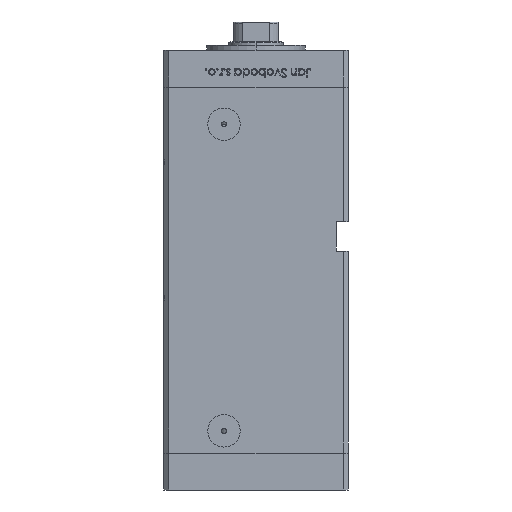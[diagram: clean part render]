
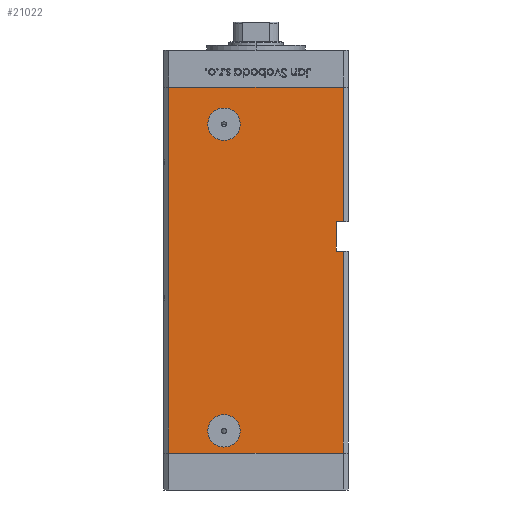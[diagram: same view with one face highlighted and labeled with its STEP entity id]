
A CAD part, left-side view. The second image highlights one B-rep face of the part: STEP entity #21022.
In plain terms, the highlighted planar face has unit normal (-1, 0, 0).
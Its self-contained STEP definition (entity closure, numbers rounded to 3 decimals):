
#562 = CARTESIAN_POINT ( 'NONE',  ( -42.5, -35.5, 148.5 ) ) ;
#634 = CARTESIAN_POINT ( 'NONE',  ( -42.5, 13., 133.5 ) ) ;
#727 = VECTOR ( 'NONE', #7967, 1000. ) ;
#948 = CARTESIAN_POINT ( 'NONE',  ( -42.5, -32.5, 94. ) ) ;
#1238 = DIRECTION ( 'NONE',  ( -1., 0., 0. ) ) ;
#1608 = VECTOR ( 'NONE', #31775, 1000. ) ;
#2337 = ORIENTED_EDGE ( 'NONE', *, *, #26198, .F. ) ;
#2566 = CARTESIAN_POINT ( 'NONE',  ( -42.5, -35.5, 82. ) ) ;
#2615 = EDGE_CURVE ( 'NONE', #41939, #39865, #2947, .T. ) ;
#2947 = LINE ( 'NONE', #15822, #3576 ) ;
#3041 = VERTEX_POINT ( 'NONE', #4732 ) ;
#3076 = ORIENTED_EDGE ( 'NONE', *, *, #38686, .F. ) ;
#3088 = EDGE_LOOP ( 'NONE', ( #8561, #39040 ) ) ;
#3279 = VECTOR ( 'NONE', #20731, 1000. ) ;
#3292 = CARTESIAN_POINT ( 'NONE',  ( -42.5, 35.5, 148.5 ) ) ;
#3576 = VECTOR ( 'NONE', #40269, 1000. ) ;
#3909 = CARTESIAN_POINT ( 'NONE',  ( -42.5, 13., 133.5 ) ) ;
#4089 = VERTEX_POINT ( 'NONE', #25610 ) ;
#4345 = EDGE_LOOP ( 'NONE', ( #23179, #2337 ) ) ;
#4378 = AXIS2_PLACEMENT_3D ( 'NONE', #634, #50624, #50359 ) ;
#4732 = CARTESIAN_POINT ( 'NONE',  ( -42.5, 35.5, 148.5 ) ) ;
#6752 = CARTESIAN_POINT ( 'NONE',  ( -42.5, 35.5, 148.5 ) ) ;
#6883 = EDGE_LOOP ( 'NONE', ( #3076, #39686, #21994, #41244, #36060, #41259, #17203, #50934 ) ) ;
#6979 = VERTEX_POINT ( 'NONE', #36243 ) ;
#7085 = EDGE_CURVE ( 'NONE', #25146, #36215, #38007, .T. ) ;
#7967 = DIRECTION ( 'NONE',  ( 0., -1., 0. ) ) ;
#8561 = ORIENTED_EDGE ( 'NONE', *, *, #7085, .F. ) ;
#9553 = VECTOR ( 'NONE', #37386, 1000. ) ;
#10283 = CARTESIAN_POINT ( 'NONE',  ( -42.5, -32.5, 94. ) ) ;
#10509 = DIRECTION ( 'NONE',  ( 0., 1., 0. ) ) ;
#11402 = DIRECTION ( 'NONE',  ( 0., 0., -1. ) ) ;
#11446 = DIRECTION ( 'NONE',  ( 0., -1., 0. ) ) ;
#12125 = CIRCLE ( 'NONE', #4378, 6.58 ) ;
#12814 = DIRECTION ( 'NONE',  ( 0., -1., 0. ) ) ;
#15822 = CARTESIAN_POINT ( 'NONE',  ( -42.5, 35.5, 0. ) ) ;
#17203 = ORIENTED_EDGE ( 'NONE', *, *, #25696, .T. ) ;
#17743 = LINE ( 'NONE', #21774, #9553 ) ;
#20205 = LINE ( 'NONE', #49514, #3279 ) ;
#20731 = DIRECTION ( 'NONE',  ( 0., 0., -1. ) ) ;
#20747 = CARTESIAN_POINT ( 'NONE',  ( -42.5, -35.5, 148.5 ) ) ;
#21022 = ADVANCED_FACE ( 'NONE', ( #47336, #47613, #22864 ), #27433, .F. ) ;
#21363 = LINE ( 'NONE', #948, #727 ) ;
#21774 = CARTESIAN_POINT ( 'NONE',  ( -42.5, -32.5, 82. ) ) ;
#21994 = ORIENTED_EDGE ( 'NONE', *, *, #25938, .F. ) ;
#22858 = AXIS2_PLACEMENT_3D ( 'NONE', #6752, #39796, #10509 ) ;
#22864 = FACE_BOUND ( 'NONE', #3088, .T. ) ;
#23179 = ORIENTED_EDGE ( 'NONE', *, *, #50284, .F. ) ;
#23516 = VECTOR ( 'NONE', #50549, 1000. ) ;
#23868 = EDGE_CURVE ( 'NONE', #48786, #6979, #21363, .T. ) ;
#23903 = DIRECTION ( 'NONE',  ( -1., 0., 0. ) ) ;
#25084 = VECTOR ( 'NONE', #11402, 1000. ) ;
#25146 = VERTEX_POINT ( 'NONE', #35544 ) ;
#25610 = CARTESIAN_POINT ( 'NONE',  ( -42.5, -32.5, 82. ) ) ;
#25696 = EDGE_CURVE ( 'NONE', #3041, #41939, #52869, .T. ) ;
#25938 = EDGE_CURVE ( 'NONE', #48786, #4089, #20205, .T. ) ;
#25952 = CARTESIAN_POINT ( 'NONE',  ( -42.5, 13., 9. ) ) ;
#26198 = EDGE_CURVE ( 'NONE', #42681, #48277, #51310, .T. ) ;
#26516 = VECTOR ( 'NONE', #44798, 1000. ) ;
#26611 = CARTESIAN_POINT ( 'NONE',  ( -42.5, 19.58, 133.5 ) ) ;
#26864 = AXIS2_PLACEMENT_3D ( 'NONE', #3909, #44753, #11446 ) ;
#27433 = PLANE ( 'NONE',  #22858 ) ;
#29041 = EDGE_CURVE ( 'NONE', #3041, #41366, #32044, .T. ) ;
#31775 = DIRECTION ( 'NONE',  ( 0., -1., 0. ) ) ;
#32044 = LINE ( 'NONE', #3292, #1608 ) ;
#32095 = CARTESIAN_POINT ( 'NONE',  ( -42.5, -35.5, 148.5 ) ) ;
#33861 = CIRCLE ( 'NONE', #40724, 6.58 ) ;
#34335 = CARTESIAN_POINT ( 'NONE',  ( -42.5, 6.42, 9. ) ) ;
#34763 = VERTEX_POINT ( 'NONE', #2566 ) ;
#35221 = DIRECTION ( 'NONE',  ( 0., -1., 0. ) ) ;
#35544 = CARTESIAN_POINT ( 'NONE',  ( -42.5, 6.42, 133.5 ) ) ;
#35672 = EDGE_CURVE ( 'NONE', #36215, #25146, #12125, .T. ) ;
#36060 = ORIENTED_EDGE ( 'NONE', *, *, #48957, .F. ) ;
#36070 = EDGE_CURVE ( 'NONE', #4089, #34763, #17743, .T. ) ;
#36215 = VERTEX_POINT ( 'NONE', #26611 ) ;
#36243 = CARTESIAN_POINT ( 'NONE',  ( -42.5, -35.5, 94. ) ) ;
#37386 = DIRECTION ( 'NONE',  ( 0., -1., 0. ) ) ;
#38007 = CIRCLE ( 'NONE', #26864, 6.58 ) ;
#38426 = AXIS2_PLACEMENT_3D ( 'NONE', #51903, #23903, #35221 ) ;
#38686 = EDGE_CURVE ( 'NONE', #34763, #39865, #43932, .T. ) ;
#39040 = ORIENTED_EDGE ( 'NONE', *, *, #35672, .F. ) ;
#39686 = ORIENTED_EDGE ( 'NONE', *, *, #36070, .F. ) ;
#39796 = DIRECTION ( 'NONE',  ( 1., 0., 0. ) ) ;
#39865 = VERTEX_POINT ( 'NONE', #48829 ) ;
#40269 = DIRECTION ( 'NONE',  ( 0., -1., 0. ) ) ;
#40724 = AXIS2_PLACEMENT_3D ( 'NONE', #25952, #1238, #12814 ) ;
#41244 = ORIENTED_EDGE ( 'NONE', *, *, #23868, .T. ) ;
#41259 = ORIENTED_EDGE ( 'NONE', *, *, #29041, .F. ) ;
#41366 = VERTEX_POINT ( 'NONE', #20747 ) ;
#41939 = VERTEX_POINT ( 'NONE', #42573 ) ;
#42573 = CARTESIAN_POINT ( 'NONE',  ( -42.5, 35.5, 0. ) ) ;
#42681 = VERTEX_POINT ( 'NONE', #44839 ) ;
#43932 = LINE ( 'NONE', #32095, #25084 ) ;
#44753 = DIRECTION ( 'NONE',  ( -1., 0., 0. ) ) ;
#44798 = DIRECTION ( 'NONE',  ( 0., 0., -1. ) ) ;
#44839 = CARTESIAN_POINT ( 'NONE',  ( -42.5, 19.58, 9. ) ) ;
#46246 = LINE ( 'NONE', #562, #23516 ) ;
#47336 = FACE_OUTER_BOUND ( 'NONE', #6883, .T. ) ;
#47613 = FACE_BOUND ( 'NONE', #4345, .T. ) ;
#48277 = VERTEX_POINT ( 'NONE', #34335 ) ;
#48786 = VERTEX_POINT ( 'NONE', #10283 ) ;
#48829 = CARTESIAN_POINT ( 'NONE',  ( -42.5, -35.5, 0. ) ) ;
#48957 = EDGE_CURVE ( 'NONE', #41366, #6979, #46246, .T. ) ;
#49514 = CARTESIAN_POINT ( 'NONE',  ( -42.5, -32.5, 94. ) ) ;
#50284 = EDGE_CURVE ( 'NONE', #48277, #42681, #33861, .T. ) ;
#50359 = DIRECTION ( 'NONE',  ( 0., -1., 0. ) ) ;
#50549 = DIRECTION ( 'NONE',  ( 0., 0., -1. ) ) ;
#50624 = DIRECTION ( 'NONE',  ( -1., 0., 0. ) ) ;
#50934 = ORIENTED_EDGE ( 'NONE', *, *, #2615, .T. ) ;
#51310 = CIRCLE ( 'NONE', #38426, 6.58 ) ;
#51903 = CARTESIAN_POINT ( 'NONE',  ( -42.5, 13., 9. ) ) ;
#52603 = CARTESIAN_POINT ( 'NONE',  ( -42.5, 35.5, 148.5 ) ) ;
#52869 = LINE ( 'NONE', #52603, #26516 ) ;
